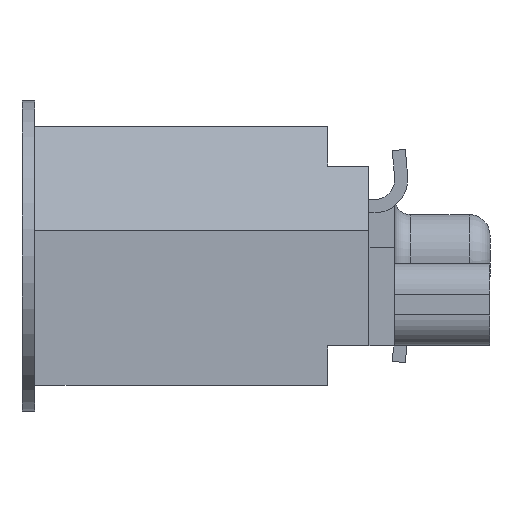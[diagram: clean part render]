
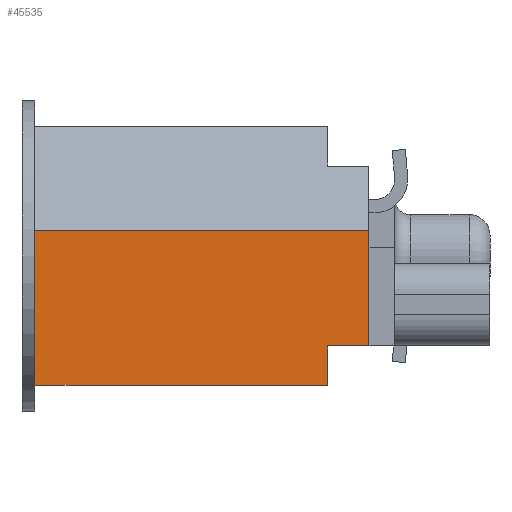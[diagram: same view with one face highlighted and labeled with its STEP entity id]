
A CAD part, left-side view. The second image highlights one B-rep face of the part: STEP entity #45535.
In plain terms, the highlighted planar face has unit normal (-1, 0, 0).
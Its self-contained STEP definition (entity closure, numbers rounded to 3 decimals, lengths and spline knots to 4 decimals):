
#2661=ORIENTED_EDGE('',*,*,#15235,.T.);
#2662=ORIENTED_EDGE('',*,*,#15508,.T.);
#2663=ORIENTED_EDGE('',*,*,#15507,.T.);
#2664=ORIENTED_EDGE('',*,*,#15509,.F.);
#2665=ORIENTED_EDGE('',*,*,#15510,.F.);
#2666=ORIENTED_EDGE('',*,*,#15196,.T.);
#15196=EDGE_CURVE('',#21624,#21623,#25908,.T.);
#15235=EDGE_CURVE('',#21623,#21656,#25947,.T.);
#15507=EDGE_CURVE('',#21918,#21926,#26217,.T.);
#15508=EDGE_CURVE('',#21656,#21918,#26218,.T.);
#15509=EDGE_CURVE('',#21927,#21926,#26219,.T.);
#15510=EDGE_CURVE('',#21624,#21927,#26220,.T.);
#21623=VERTEX_POINT('',#63699);
#21624=VERTEX_POINT('',#63701);
#21656=VERTEX_POINT('',#63772);
#21918=VERTEX_POINT('',#64361);
#21926=VERTEX_POINT('',#64377);
#21927=VERTEX_POINT('',#64382);
#25908=LINE('',#63700,#30762);
#25947=LINE('',#63773,#30801);
#26217=LINE('',#64378,#31071);
#26218=LINE('',#64380,#31072);
#26219=LINE('',#64381,#31073);
#26220=LINE('',#64383,#31074);
#30762=VECTOR('',#51379,1000.);
#30801=VECTOR('',#51420,1000.);
#31071=VECTOR('',#51820,1000.);
#31072=VECTOR('',#51823,1000.);
#31073=VECTOR('',#51824,1000.);
#31074=VECTOR('',#51825,1000.);
#35676=EDGE_LOOP('',(#2661,#2662,#2663,#2664,#2665,#2666));
#37836=FACE_BOUND('',#35676,.T.);
#39995=PLANE('',#47706);
#45535=ADVANCED_FACE('',(#37836),#39995,.F.);
#47706=AXIS2_PLACEMENT_3D('',#64379,#51821,#51822);
#51379=DIRECTION('',(0.,-1.,0.));
#51420=DIRECTION('',(0.,0.,1.));
#51820=DIRECTION('',(0.,0.,1.));
#51821=DIRECTION('',(1.,0.,0.));
#51822=DIRECTION('',(0.,0.,-1.));
#51823=DIRECTION('',(0.,-1.,0.));
#51824=DIRECTION('',(0.,-1.,0.));
#51825=DIRECTION('',(0.,0.,1.));
#63699=CARTESIAN_POINT('',(-11.885,0.4,-1.25));
#63700=CARTESIAN_POINT('',(-11.885,3.23,-1.25));
#63701=CARTESIAN_POINT('',(-11.885,3.23,-1.25));
#63772=CARTESIAN_POINT('',(-11.885,0.4,-0.87));
#63773=CARTESIAN_POINT('',(-11.885,0.4,-1.25));
#64361=CARTESIAN_POINT('',(-11.885,0.,-0.87));
#64377=CARTESIAN_POINT('',(-11.885,0.,0.25));
#64378=CARTESIAN_POINT('',(-11.885,0.,-1.25));
#64379=CARTESIAN_POINT('',(-11.885,3.23,-1.25));
#64380=CARTESIAN_POINT('',(-11.885,0.4,-0.87));
#64381=CARTESIAN_POINT('',(-11.885,3.23,0.25));
#64382=CARTESIAN_POINT('',(-11.885,3.23,0.25));
#64383=CARTESIAN_POINT('',(-11.885,3.23,-1.25));
